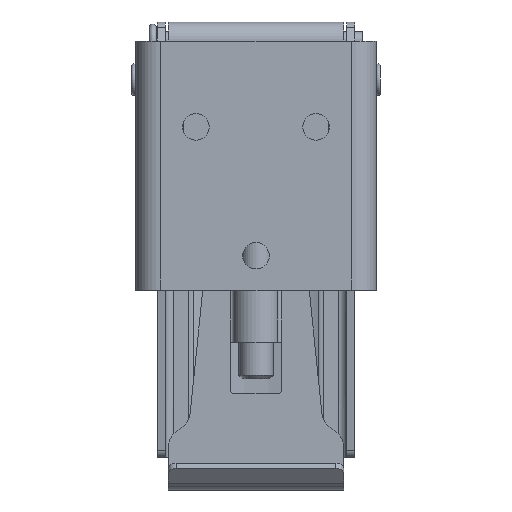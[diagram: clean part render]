
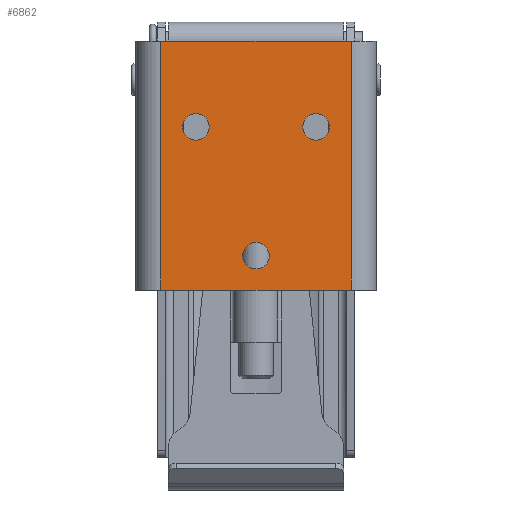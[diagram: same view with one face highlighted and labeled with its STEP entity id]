
A CAD part, front view. The second image highlights one B-rep face of the part: STEP entity #6862.
In plain terms, the highlighted planar face has unit normal (0, -1, 0).
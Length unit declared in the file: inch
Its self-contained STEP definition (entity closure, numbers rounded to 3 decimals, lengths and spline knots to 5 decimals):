
#6243=CARTESIAN_POINT('',(0.341,-0.3775,-0.764));
#6244=VERTEX_POINT('',#6243);
#6245=CARTESIAN_POINT('',(0.4375,-0.3775,-0.764));
#6246=DIRECTION('',(0.0,1.0,0.0));
#6247=DIRECTION('',(1.0,0.0,0.0));
#6248=AXIS2_PLACEMENT_3D('',#6245,#6246,#6247);
#6249=CIRCLE('',#6248,0.0965);
#6250=EDGE_CURVE('',#6244,#6244,#6249,.T.);
#6263=CARTESIAN_POINT('',(-0.0965,-0.3775,-1.702));
#6264=VERTEX_POINT('',#6263);
#6265=CARTESIAN_POINT('',(0.,-0.3775,-1.702));
#6266=DIRECTION('',(0.0,1.0,0.0));
#6267=DIRECTION('',(1.0,0.0,0.0));
#6268=AXIS2_PLACEMENT_3D('',#6265,#6266,#6267);
#6269=CIRCLE('',#6268,0.0965);
#6270=EDGE_CURVE('',#6264,#6264,#6269,.T.);
#6283=CARTESIAN_POINT('',(-0.534,-0.3775,-0.764));
#6284=VERTEX_POINT('',#6283);
#6285=CARTESIAN_POINT('',(-0.4375,-0.3775,-0.764));
#6286=DIRECTION('',(0.0,1.0,0.0));
#6287=DIRECTION('',(1.0,0.0,0.0));
#6288=AXIS2_PLACEMENT_3D('',#6285,#6286,#6287);
#6289=CIRCLE('',#6288,0.0965);
#6290=EDGE_CURVE('',#6284,#6284,#6289,.T.);
#6627=CARTESIAN_POINT('',(0.695,-0.3775,-1.952));
#6628=VERTEX_POINT('',#6627);
#6636=CARTESIAN_POINT('',(-0.695,-0.3775,-1.952));
#6637=VERTEX_POINT('',#6636);
#6638=CARTESIAN_POINT('',(-0.695,-0.3775,-1.952));
#6639=DIRECTION('',(1.0,0.0,0.0));
#6640=VECTOR('',#6639,1.39);
#6641=LINE('',#6638,#6640);
#6642=EDGE_CURVE('',#6637,#6628,#6641,.T.);
#6811=CARTESIAN_POINT('',(-0.695,-0.3775,-0.14));
#6812=VERTEX_POINT('',#6811);
#6813=CARTESIAN_POINT('',(-0.695,-0.3775,-0.14));
#6814=DIRECTION('',(0.0,0.0,-1.0));
#6815=VECTOR('',#6814,1.812);
#6816=LINE('',#6813,#6815);
#6817=EDGE_CURVE('',#6812,#6637,#6816,.T.);
#6830=CARTESIAN_POINT('',(-0.695,-0.3775,-0.14));
#6831=DIRECTION('',(0.0,-1.0,0.0));
#6832=DIRECTION('',(0.0,0.0,1.0));
#6833=AXIS2_PLACEMENT_3D('',#6830,#6831,#6832);
#6834=PLANE('',#6833);
#6835=ORIENTED_EDGE('',*,*,#6642,.T.);
#6836=CARTESIAN_POINT('',(0.695,-0.3775,-0.14));
#6837=VERTEX_POINT('',#6836);
#6838=CARTESIAN_POINT('',(0.695,-0.3775,-0.14));
#6839=DIRECTION('',(0.0,0.0,-1.0));
#6840=VECTOR('',#6839,1.812);
#6841=LINE('',#6838,#6840);
#6842=EDGE_CURVE('',#6837,#6628,#6841,.T.);
#6843=ORIENTED_EDGE('',*,*,#6842,.F.);
#6844=CARTESIAN_POINT('',(-0.695,-0.3775,-0.14));
#6845=DIRECTION('',(1.0,0.0,0.0));
#6846=VECTOR('',#6845,1.39);
#6847=LINE('',#6844,#6846);
#6848=EDGE_CURVE('',#6812,#6837,#6847,.T.);
#6849=ORIENTED_EDGE('',*,*,#6848,.F.);
#6850=ORIENTED_EDGE('',*,*,#6817,.T.);
#6851=EDGE_LOOP('',(#6835,#6843,#6849,#6850));
#6852=FACE_OUTER_BOUND('',#6851,.T.);
#6853=ORIENTED_EDGE('',*,*,#6250,.T.);
#6854=EDGE_LOOP('',(#6853));
#6855=FACE_BOUND('',#6854,.T.);
#6856=ORIENTED_EDGE('',*,*,#6270,.T.);
#6857=EDGE_LOOP('',(#6856));
#6858=FACE_BOUND('',#6857,.T.);
#6859=ORIENTED_EDGE('',*,*,#6290,.T.);
#6860=EDGE_LOOP('',(#6859));
#6861=FACE_BOUND('',#6860,.T.);
#6862=ADVANCED_FACE('',(#6852,#6855,#6858,#6861),#6834,.T.);
